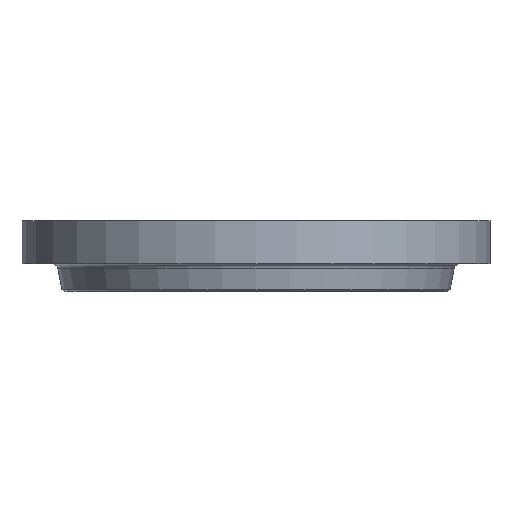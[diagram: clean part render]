
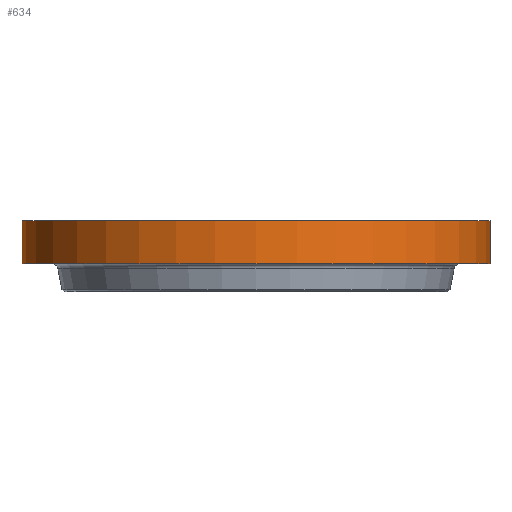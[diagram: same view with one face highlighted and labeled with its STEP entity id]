
A CAD part, front view. The second image highlights one B-rep face of the part: STEP entity #634.
In plain terms, the highlighted cylindrical face has radius 828.675 mm (diameter 1657.35 mm), a partial arc.
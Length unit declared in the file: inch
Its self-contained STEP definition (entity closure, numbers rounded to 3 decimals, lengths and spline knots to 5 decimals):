
#79 = CARTESIAN_POINT ( 'NONE',  ( 32.625, 0., -0.0625 ) ) ;
#161 = VECTOR ( 'NONE', #1192, 39.37008 ) ;
#192 = VERTEX_POINT ( 'NONE', #195 ) ;
#195 = CARTESIAN_POINT ( 'NONE',  ( 32.625, 0., -6.0625 ) ) ;
#198 = DIRECTION ( 'NONE',  ( 0., 0., 1. ) ) ;
#276 = CARTESIAN_POINT ( 'NONE',  ( 0., 0., 0. ) ) ;
#319 = EDGE_CURVE ( 'NONE', #192, #1352, #1823, .T. ) ;
#361 = VECTOR ( 'NONE', #1374, 39.37008 ) ;
#381 = CARTESIAN_POINT ( 'NONE',  ( -32.625, 0., 0. ) ) ;
#399 = EDGE_LOOP ( 'NONE', ( #947, #511, #915, #2311 ) ) ;
#470 = FACE_OUTER_BOUND ( 'NONE', #399, .T. ) ;
#511 = ORIENTED_EDGE ( 'NONE', *, *, #573, .T. ) ;
#529 = DIRECTION ( 'NONE',  ( 1., 0., 0. ) ) ;
#541 = EDGE_CURVE ( 'NONE', #1962, #1355, #2211, .T. ) ;
#573 = EDGE_CURVE ( 'NONE', #1962, #192, #1885, .T. ) ;
#634 = ADVANCED_FACE ( 'NONE', ( #470 ), #2080, .T. ) ;
#651 = CARTESIAN_POINT ( 'NONE',  ( -32.625, 0., -0.0625 ) ) ;
#749 = CIRCLE ( 'NONE', #2259, 32.625 ) ;
#803 = CARTESIAN_POINT ( 'NONE',  ( 0., 0., -6.0625 ) ) ;
#861 = AXIS2_PLACEMENT_3D ( 'NONE', #276, #1889, #2304 ) ;
#915 = ORIENTED_EDGE ( 'NONE', *, *, #319, .T. ) ;
#947 = ORIENTED_EDGE ( 'NONE', *, *, #541, .F. ) ;
#1192 = DIRECTION ( 'NONE',  ( 0., 0., 1. ) ) ;
#1333 = EDGE_CURVE ( 'NONE', #1355, #1352, #749, .T. ) ;
#1352 = VERTEX_POINT ( 'NONE', #79 ) ;
#1355 = VERTEX_POINT ( 'NONE', #651 ) ;
#1374 = DIRECTION ( 'NONE',  ( 0., 0., 1. ) ) ;
#1823 = LINE ( 'NONE', #2064, #161 ) ;
#1873 = CARTESIAN_POINT ( 'NONE',  ( 0., 0., -0.0625 ) ) ;
#1885 = CIRCLE ( 'NONE', #2216, 32.625 ) ;
#1889 = DIRECTION ( 'NONE',  ( 0., 0., 1. ) ) ;
#1962 = VERTEX_POINT ( 'NONE', #2060 ) ;
#2060 = CARTESIAN_POINT ( 'NONE',  ( -32.625, 0., -6.0625 ) ) ;
#2064 = CARTESIAN_POINT ( 'NONE',  ( 32.625, 0., 0. ) ) ;
#2080 = CYLINDRICAL_SURFACE ( 'NONE', #861, 32.625 ) ;
#2211 = LINE ( 'NONE', #381, #361 ) ;
#2216 = AXIS2_PLACEMENT_3D ( 'NONE', #803, #198, #529 ) ;
#2248 = DIRECTION ( 'NONE',  ( 0., 0., 1. ) ) ;
#2259 = AXIS2_PLACEMENT_3D ( 'NONE', #1873, #2248, #2461 ) ;
#2304 = DIRECTION ( 'NONE',  ( 1., 0., 0. ) ) ;
#2311 = ORIENTED_EDGE ( 'NONE', *, *, #1333, .F. ) ;
#2461 = DIRECTION ( 'NONE',  ( 1., 0., 0. ) ) ;
